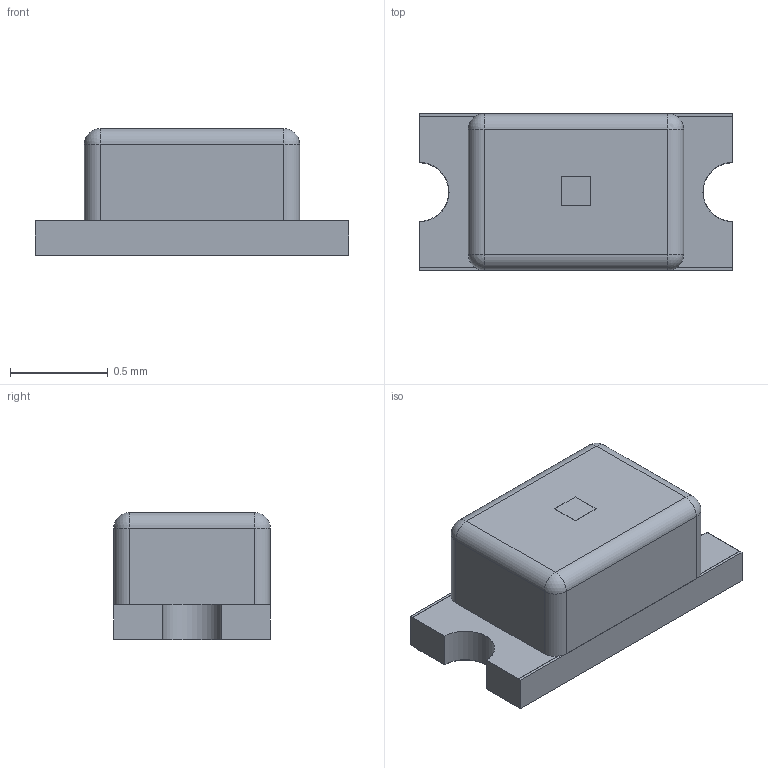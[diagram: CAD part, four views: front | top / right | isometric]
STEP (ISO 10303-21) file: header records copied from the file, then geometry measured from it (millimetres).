
FILE_DESCRIPTION(/* description */ (''),/* implementation_level */ '2;1');
FILE_NAME(/* name */ 'LTST-C191KRKT.stp',/* time_stamp */ '2020-06-22T21:02:21+02:00',/* author */ ('khaled'),/* organization */ (''),/* preprocessor_version */ 'ST-DEVELOPER v17.2',/* originating_system */ 'Autodesk Inventor 2019',/* authorisation */ '');
FILE_SCHEMA (('AUTOMOTIVE_DESIGN { 1 0 10303 214 3 1 1 }'));
Length unit declared in the file: millimetre
Products named in the file (6): LTW-C191DS5; pcb; top; lead; lead_1; emitter
Assembly tree (5 placements, depth 2):
  LTW-C191DS5
    pcb
    top
    lead
    lead_1
    emitter
Bounding box: 1.6 x 0.8 x 0.65 mm (x, y, z)
Volume: 0.6 mm3; surface area: 9.4 mm2
Topology: 5 solids, 5 shells, 68 faces, 162 edges, 104 vertices
Faces by surface type: plane 50, cylinder 14, sphere 4
Entity records: 2184 total; most frequent: DIRECTION 348, CARTESIAN_POINT 345, ORIENTED_EDGE 324, EDGE_CURVE 162, LINE 134, VECTOR 134, AXIS2_PLACEMENT_3D 107, VERTEX_POINT 104
